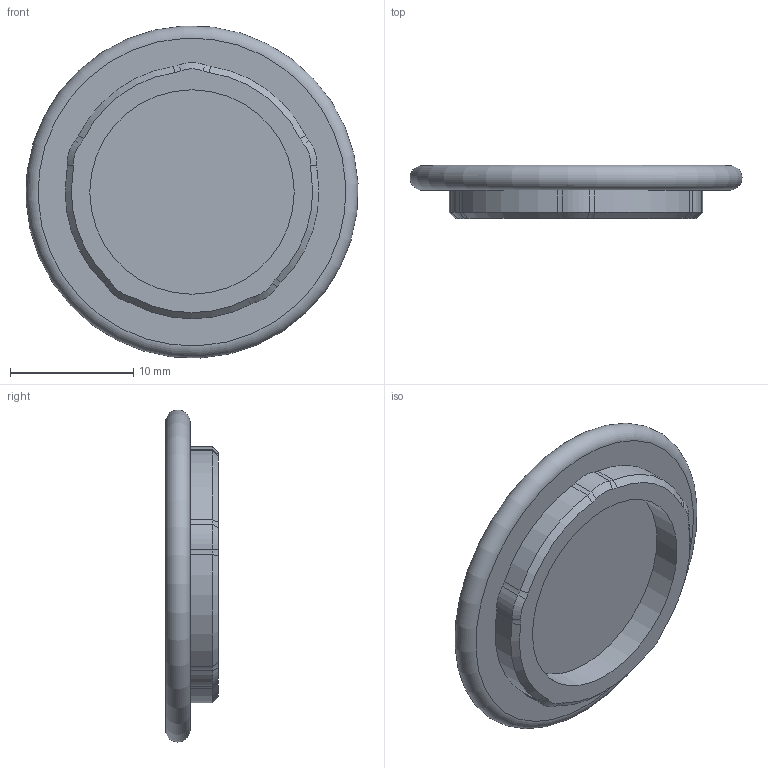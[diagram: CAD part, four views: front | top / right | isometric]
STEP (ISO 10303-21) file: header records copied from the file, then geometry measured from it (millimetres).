
FILE_DESCRIPTION(/* description */ (''),/* implementation_level */ '2;1');
FILE_NAME(/* name */ 'Bottom Bolt Cap.stp',/* time_stamp */ '2024-09-22T09:42:27-05:00',/* author */ (''),/* organization */ (''),/* preprocessor_version */ 'ST-DEVELOPER v20',/* originating_system */ 'Autodesk Translation Framework v13.20.0.188',/* authorisation */ '');
FILE_SCHEMA (('AUTOMOTIVE_DESIGN { 1 0 10303 214 3 1 1 }'));
Length unit declared in the file: millimetre
Products named in the file (1): Bottom Bolt Cap
Bounding box: 26.97 x 4.3 x 26.97 mm (x, y, z)
Volume: 1374.1 mm3; surface area: 1491.3 mm2
Topology: 1 solids, 1 shells, 46 faces, 106 edges, 64 vertices
Faces by surface type: cylinder 21, cone 20, plane 4, torus 1
Full cylindrical faces by diameter (mm): 16.6 x1
Entity records: 1355 total; most frequent: DIRECTION 265, CARTESIAN_POINT 217, ORIENTED_EDGE 212, AXIS2_PLACEMENT_3D 112, EDGE_CURVE 106, CIRCLE 65, VERTEX_POINT 64, EDGE_LOOP 48
